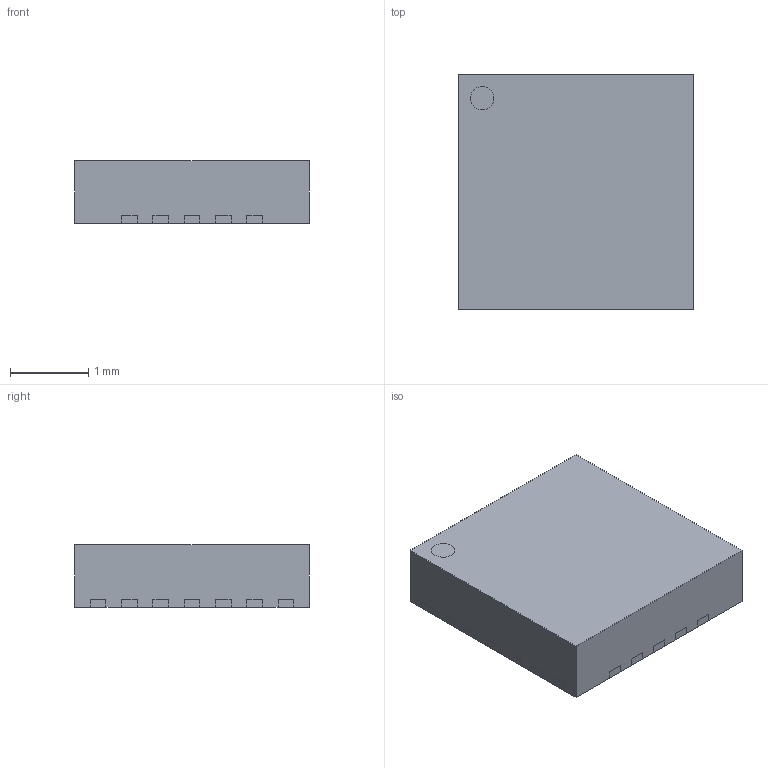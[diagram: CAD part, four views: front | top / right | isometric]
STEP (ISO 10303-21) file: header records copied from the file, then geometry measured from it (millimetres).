
FILE_DESCRIPTION(/* description */ ('model of Texas_RRW0024A_WQFN-24-1EP_3x3mm_P0.4mm_EP1.9x1.9mm'),/* implementation_level */ '2;1');
FILE_NAME(/* name */ 'Texas_RRW0024A_WQFN-24-1EP_3x3mm_P0.4mm_EP1.9x1.9mm.step',/* time_stamp */ '1970-01-01T00:00:00',/* author */ ('KiCAD','kicad'),/* organization */ ('OCCT'),/* preprocessor_version */ '',/* originating_system */ 'KiCAD',/* authorisation */ '');
FILE_SCHEMA(('AUTOMOTIVE_DESIGN { 1 0 10303 214 1 1 1 1 }'));
Length unit declared in the file: millimetre
Products named in the file (1): Texas_RRW0024A_WQFN-24-1EP_3x3mm_P0.4mm_EP1.9x1.9mm
Bounding box: 3 x 3 x 0.8 mm (x, y, z)
Volume: 7.2 mm3; surface area: 27.6 mm2
Topology: 1 solids, 1 shells, 56 faces, 209 edges, 157 vertices
Faces by surface type: plane 56
Entity records: 1566 total; most frequent: ORIENTED_EDGE 364, EDGE_CURVE 209, CARTESIAN_POINT 208, LINE 160, VERTEX_POINT 157, AXIS2_PLACEMENT_3D 82, FACE_BOUND 58, EDGE_LOOP 58
